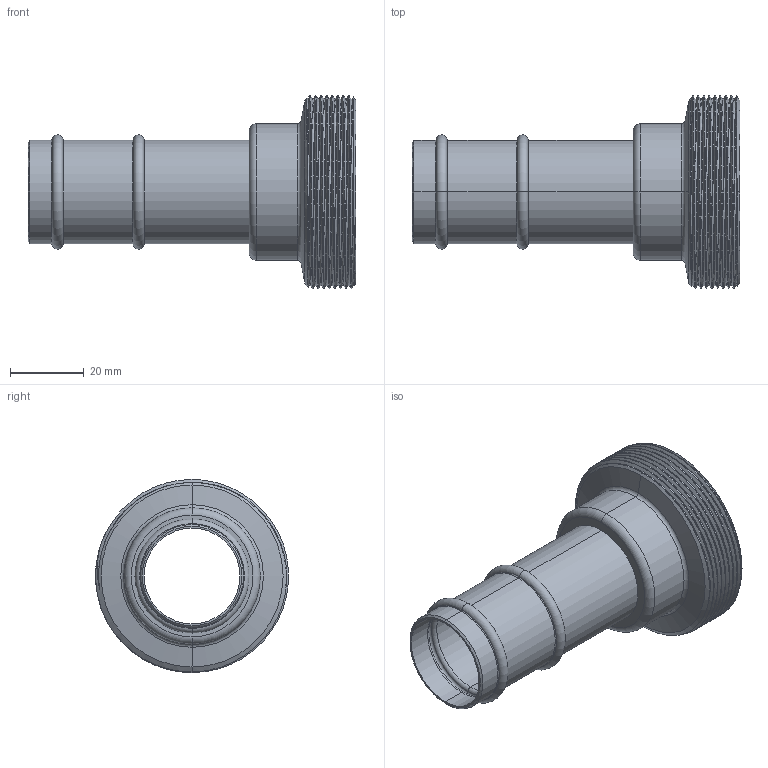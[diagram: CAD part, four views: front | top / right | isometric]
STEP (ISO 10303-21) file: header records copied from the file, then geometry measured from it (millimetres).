
FILE_DESCRIPTION (( 'STEP AP203' ), '1' );
FILE_NAME ('3D-M2045P_25_174108010.STEP', '2024-09-05T08:10:47', ( '' ), ( '' ), 'SwSTEP 2.0', 'SolidWorks 2024', '' );
FILE_SCHEMA (( 'CONFIG_CONTROL_DESIGN' ));
Length unit declared in the file: millimetre
Products named in the file (1): 3D-M2045P_25_174108010
Bounding box: 89 x 52.35 x 52.42 mm (x, y, z)
Volume: 29273.9 mm3; surface area: 21788.3 mm2
Topology: 1 solids, 1 shells, 81 faces, 184 edges, 108 vertices
Faces by surface type: cylinder 35, torus 28, cone 10, plane 5, bspline 3
Entity records: 4254 total; most frequent: CARTESIAN_POINT 2427, DIRECTION 390, ORIENTED_EDGE 368, EDGE_CURVE 184, AXIS2_PLACEMENT_3D 173, VERTEX_POINT 108, CIRCLE 94, EDGE_LOOP 86
